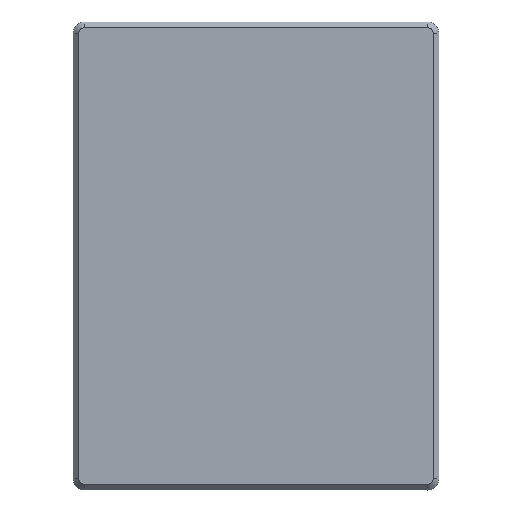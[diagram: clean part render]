
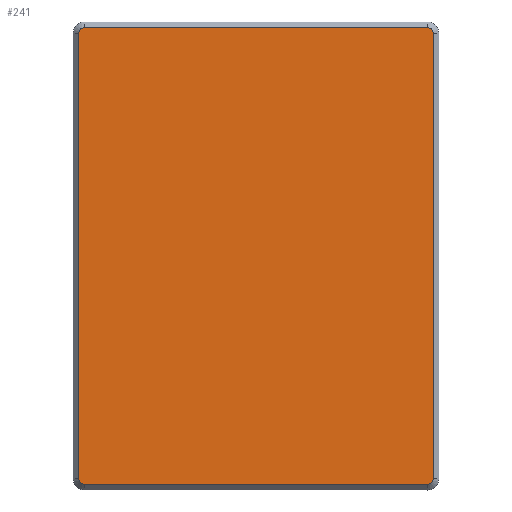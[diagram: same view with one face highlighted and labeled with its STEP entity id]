
A CAD part, top view. The second image highlights one B-rep face of the part: STEP entity #241.
In plain terms, the highlighted planar face has unit normal (0, 0, 1).
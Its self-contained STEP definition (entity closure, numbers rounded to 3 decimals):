
#5 = EDGE_CURVE ( 'NONE', #228, #1299, #1347, .T. ) ;
#16 = CARTESIAN_POINT ( 'NONE',  ( -15.127, -19.629, 121.986 ) ) ;
#50 = DIRECTION ( 'NONE',  ( 0., 0., -1. ) ) ;
#64 = AXIS2_PLACEMENT_3D ( 'NONE', #1116, #780, #786 ) ;
#98 = CIRCLE ( 'NONE', #226, 0.5 ) ;
#113 = LINE ( 'NONE', #951, #886 ) ;
#115 = DIRECTION ( 'NONE',  ( -1., 0., 0. ) ) ;
#119 = DIRECTION ( 'NONE',  ( 1., 0., 0. ) ) ;
#122 = DIRECTION ( 'NONE',  ( 0., 0., 1. ) ) ;
#125 = EDGE_LOOP ( 'NONE', ( #175, #506, #1088, #267, #163, #955, #1232, #406 ) ) ;
#144 = CARTESIAN_POINT ( 'NONE',  ( 15.127, -19.629, 121.986 ) ) ;
#159 = CARTESIAN_POINT ( 'NONE',  ( 15.627, 0.684, 121.986 ) ) ;
#163 = ORIENTED_EDGE ( 'NONE', *, *, #494, .T. ) ;
#175 = ORIENTED_EDGE ( 'NONE', *, *, #1345, .T. ) ;
#201 = CARTESIAN_POINT ( 'NONE',  ( 15.127, 20.129, 121.986 ) ) ;
#202 = AXIS2_PLACEMENT_3D ( 'NONE', #144, #50, #1218 ) ;
#206 = EDGE_CURVE ( 'NONE', #1134, #228, #1239, .T. ) ;
#209 = CARTESIAN_POINT ( 'NONE',  ( -0.099, 20.129, 121.986 ) ) ;
#214 = EDGE_CURVE ( 'NONE', #415, #1117, #814, .T. ) ;
#226 = AXIS2_PLACEMENT_3D ( 'NONE', #16, #122, #115 ) ;
#228 = VERTEX_POINT ( 'NONE', #808 ) ;
#235 = EDGE_CURVE ( 'NONE', #415, #303, #898, .T. ) ;
#241 = ADVANCED_FACE ( 'NONE', ( #884 ), #350, .T. ) ;
#267 = ORIENTED_EDGE ( 'NONE', *, *, #5, .T. ) ;
#283 = CIRCLE ( 'NONE', #1331, 0.5 ) ;
#298 = VECTOR ( 'NONE', #1320, 1000. ) ;
#303 = VERTEX_POINT ( 'NONE', #891 ) ;
#343 = AXIS2_PLACEMENT_3D ( 'NONE', #1000, #474, #382 ) ;
#350 = PLANE ( 'NONE',  #64 ) ;
#382 = DIRECTION ( 'NONE',  ( -1., 0., 0. ) ) ;
#406 = ORIENTED_EDGE ( 'NONE', *, *, #235, .T. ) ;
#415 = VERTEX_POINT ( 'NONE', #1243 ) ;
#428 = CARTESIAN_POINT ( 'NONE',  ( 15.127, -20.129, 121.986 ) ) ;
#473 = CARTESIAN_POINT ( 'NONE',  ( -15.627, -19.629, 121.986 ) ) ;
#474 = DIRECTION ( 'NONE',  ( 0., 0., 1. ) ) ;
#492 = VERTEX_POINT ( 'NONE', #554 ) ;
#494 = EDGE_CURVE ( 'NONE', #1299, #492, #98, .T. ) ;
#506 = ORIENTED_EDGE ( 'NONE', *, *, #516, .T. ) ;
#508 = VECTOR ( 'NONE', #765, 1000. ) ;
#516 = EDGE_CURVE ( 'NONE', #519, #1134, #958, .T. ) ;
#519 = VERTEX_POINT ( 'NONE', #201 ) ;
#554 = CARTESIAN_POINT ( 'NONE',  ( -15.127, -20.129, 121.986 ) ) ;
#705 = VECTOR ( 'NONE', #1194, 1000. ) ;
#765 = DIRECTION ( 'NONE',  ( -1., 0., 0. ) ) ;
#780 = DIRECTION ( 'NONE',  ( 0., 0., 1. ) ) ;
#786 = DIRECTION ( 'NONE',  ( 1., 0., 0. ) ) ;
#808 = CARTESIAN_POINT ( 'NONE',  ( -15.627, 19.629, 121.986 ) ) ;
#814 = CIRCLE ( 'NONE', #202, 0.5 ) ;
#867 = DIRECTION ( 'NONE',  ( 0., 1., 0. ) ) ;
#868 = CARTESIAN_POINT ( 'NONE',  ( -15.627, 0.684, 121.986 ) ) ;
#884 = FACE_OUTER_BOUND ( 'NONE', #125, .T. ) ;
#886 = VECTOR ( 'NONE', #119, 1000. ) ;
#891 = CARTESIAN_POINT ( 'NONE',  ( 15.627, 19.629, 121.986 ) ) ;
#898 = LINE ( 'NONE', #159, #298 ) ;
#919 = EDGE_CURVE ( 'NONE', #492, #1117, #113, .T. ) ;
#951 = CARTESIAN_POINT ( 'NONE',  ( -0.099, -20.129, 121.986 ) ) ;
#955 = ORIENTED_EDGE ( 'NONE', *, *, #919, .T. ) ;
#958 = LINE ( 'NONE', #209, #508 ) ;
#964 = CARTESIAN_POINT ( 'NONE',  ( -15.127, 20.129, 121.986 ) ) ;
#1000 = CARTESIAN_POINT ( 'NONE',  ( -15.127, 19.629, 121.986 ) ) ;
#1006 = DIRECTION ( 'NONE',  ( 0., 0., 1. ) ) ;
#1088 = ORIENTED_EDGE ( 'NONE', *, *, #206, .T. ) ;
#1116 = CARTESIAN_POINT ( 'NONE',  ( -0.099, 0.684, 121.986 ) ) ;
#1117 = VERTEX_POINT ( 'NONE', #428 ) ;
#1134 = VERTEX_POINT ( 'NONE', #964 ) ;
#1194 = DIRECTION ( 'NONE',  ( 0., -1., 0. ) ) ;
#1209 = CARTESIAN_POINT ( 'NONE',  ( 15.127, 19.629, 121.986 ) ) ;
#1218 = DIRECTION ( 'NONE',  ( -1., 0., 0. ) ) ;
#1232 = ORIENTED_EDGE ( 'NONE', *, *, #214, .F. ) ;
#1239 = CIRCLE ( 'NONE', #343, 0.5 ) ;
#1243 = CARTESIAN_POINT ( 'NONE',  ( 15.627, -19.629, 121.986 ) ) ;
#1299 = VERTEX_POINT ( 'NONE', #473 ) ;
#1320 = DIRECTION ( 'NONE',  ( 0., 1., 0. ) ) ;
#1331 = AXIS2_PLACEMENT_3D ( 'NONE', #1209, #1006, #867 ) ;
#1345 = EDGE_CURVE ( 'NONE', #303, #519, #283, .T. ) ;
#1347 = LINE ( 'NONE', #868, #705 ) ;
